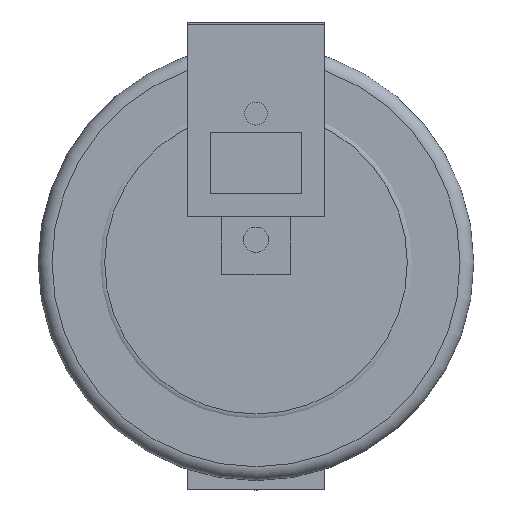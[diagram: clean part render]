
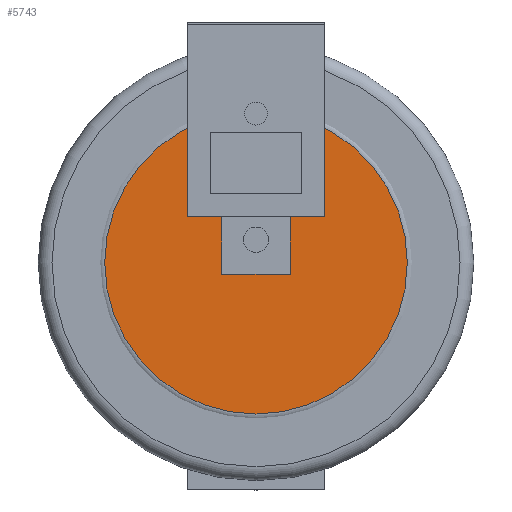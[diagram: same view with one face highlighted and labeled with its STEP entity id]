
A CAD part, top view. The second image highlights one B-rep face of the part: STEP entity #5743.
In plain terms, the highlighted planar face has unit normal (0, 0, 1).
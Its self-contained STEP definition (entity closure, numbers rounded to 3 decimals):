
#5646 = TOROIDAL_SURFACE('',#5647,6.6,0.4);
#5647 = AXIS2_PLACEMENT_3D('',#5648,#5649,#5650);
#5648 = CARTESIAN_POINT('',(0.,0.,4.65));
#5649 = DIRECTION('',(0.,0.,1.));
#5650 = DIRECTION('',(1.,0.,0.));
#5690 = VERTEX_POINT('',#5691);
#5691 = CARTESIAN_POINT('',(6.6,0.,5.05));
#5713 = EDGE_CURVE('',#5690,#5690,#5714,.T.);
#5714 = SURFACE_CURVE('',#5715,(#5720,#5727),.PCURVE_S1.);
#5715 = CIRCLE('',#5716,6.6);
#5716 = AXIS2_PLACEMENT_3D('',#5717,#5718,#5719);
#5717 = CARTESIAN_POINT('',(0.,0.,5.05));
#5718 = DIRECTION('',(0.,0.,1.));
#5719 = DIRECTION('',(1.,0.,0.));
#5720 = PCURVE('',#5646,#5721);
#5721 = DEFINITIONAL_REPRESENTATION('',(#5722),#5726);
#5722 = LINE('',#5723,#5724);
#5723 = CARTESIAN_POINT('',(0.,1.571));
#5724 = VECTOR('',#5725,1.);
#5725 = DIRECTION('',(1.,0.));
#5726 = ( GEOMETRIC_REPRESENTATION_CONTEXT(2) 
PARAMETRIC_REPRESENTATION_CONTEXT() REPRESENTATION_CONTEXT('2D SPACE',''
  ) );
#5727 = PCURVE('',#5728,#5733);
#5728 = PLANE('',#5729);
#5729 = AXIS2_PLACEMENT_3D('',#5730,#5731,#5732);
#5730 = CARTESIAN_POINT('',(0.,0.,5.05));
#5731 = DIRECTION('',(0.,0.,1.));
#5732 = DIRECTION('',(1.,0.,0.));
#5733 = DEFINITIONAL_REPRESENTATION('',(#5734),#5738);
#5734 = CIRCLE('',#5735,6.6);
#5735 = AXIS2_PLACEMENT_2D('',#5736,#5737);
#5736 = CARTESIAN_POINT('',(0.,0.));
#5737 = DIRECTION('',(1.,0.));
#5738 = ( GEOMETRIC_REPRESENTATION_CONTEXT(2) 
PARAMETRIC_REPRESENTATION_CONTEXT() REPRESENTATION_CONTEXT('2D SPACE',''
  ) );
#5743 = ADVANCED_FACE('',(#5744),#5728,.T.);
#5744 = FACE_BOUND('',#5745,.T.);
#5745 = EDGE_LOOP('',(#5746));
#5746 = ORIENTED_EDGE('',*,*,#5713,.T.);
